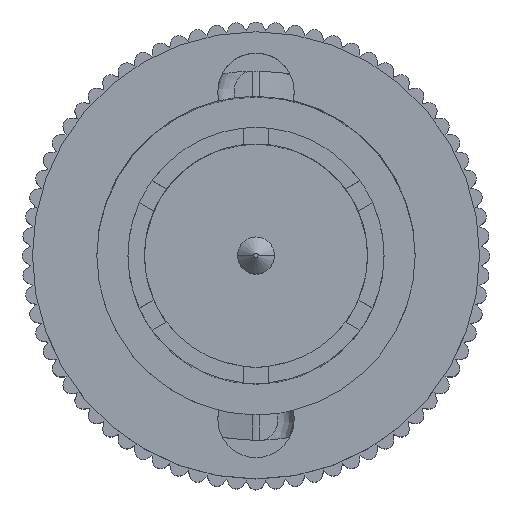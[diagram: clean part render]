
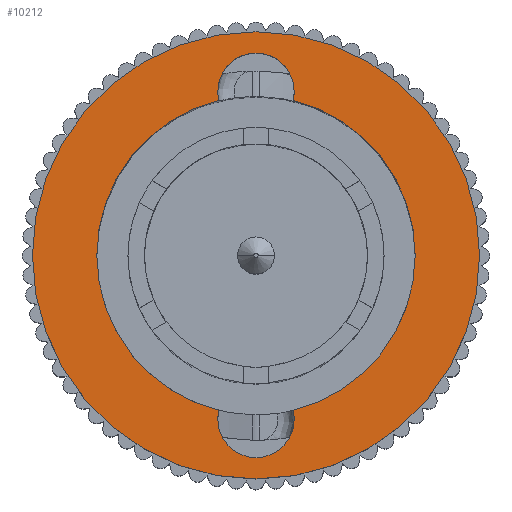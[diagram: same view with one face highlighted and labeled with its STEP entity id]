
A CAD part, top view. The second image highlights one B-rep face of the part: STEP entity #10212.
In plain terms, the highlighted planar face has unit normal (0, 0, 1).
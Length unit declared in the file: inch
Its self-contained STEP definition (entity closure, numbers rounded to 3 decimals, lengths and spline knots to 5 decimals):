
#956 = CARTESIAN_POINT ( 'NONE',  ( -0.194, 0., 0. ) ) ;
#961 = CARTESIAN_POINT ( 'NONE',  ( 0.194, 0., 0. ) ) ;
#962 = DIRECTION ( 'NONE',  ( 1., 0., 0. ) ) ;
#963 = DIRECTION ( 'NONE',  ( 0., 0., 1. ) ) ;
#964 = CARTESIAN_POINT ( 'NONE',  ( 0., 0., 0. ) ) ;
#965 = AXIS2_PLACEMENT_3D ( 'NONE', #964, #963, #962 ) ;
#966 = CIRCLE ( 'NONE', #965, 0.194 ) ;
#967 = CARTESIAN_POINT ( 'NONE',  ( 0.0451, -0.18868, 0. ) ) ;
#1081 = CARTESIAN_POINT ( 'NONE',  ( -0.0451, -0.18868, 0. ) ) ;
#1082 = DIRECTION ( 'NONE',  ( 1., 0., 0. ) ) ;
#1083 = DIRECTION ( 'NONE',  ( 0., 0., 1. ) ) ;
#1084 = CARTESIAN_POINT ( 'NONE',  ( 0., 0., 0. ) ) ;
#1085 = AXIS2_PLACEMENT_3D ( 'NONE', #1084, #1083, #1082 ) ;
#1086 = CIRCLE ( 'NONE', #1085, 0.194 ) ;
#1125 = CARTESIAN_POINT ( 'NONE',  ( -0.0451, 0.18868, 0. ) ) ;
#1126 = DIRECTION ( 'NONE',  ( -1., 0., 0. ) ) ;
#1127 = DIRECTION ( 'NONE',  ( 0., 0., 1. ) ) ;
#1128 = CARTESIAN_POINT ( 'NONE',  ( 0., 0.2, 0. ) ) ;
#1129 = AXIS2_PLACEMENT_3D ( 'NONE', #1128, #1127, #1126 ) ;
#1130 = CIRCLE ( 'NONE', #1129, 0.0465 ) ;
#1131 = CARTESIAN_POINT ( 'NONE',  ( -0.0465, 0.2, 0. ) ) ;
#1434 = DIRECTION ( 'NONE',  ( 1., 0., 0. ) ) ;
#1435 = DIRECTION ( 'NONE',  ( 0., 0., 1. ) ) ;
#1436 = CARTESIAN_POINT ( 'NONE',  ( 0., -0.2, 0. ) ) ;
#1437 = AXIS2_PLACEMENT_3D ( 'NONE', #1436, #1435, #1434 ) ;
#1438 = CIRCLE ( 'NONE', #1437, 0.0465 ) ;
#1555 = DIRECTION ( 'NONE',  ( -1., 0., 0. ) ) ;
#1556 = DIRECTION ( 'NONE',  ( 0., 0., 1. ) ) ;
#1557 = CARTESIAN_POINT ( 'NONE',  ( 0., 0.2, 0. ) ) ;
#1558 = AXIS2_PLACEMENT_3D ( 'NONE', #1557, #1556, #1555 ) ;
#1559 = CIRCLE ( 'NONE', #1558, 0.0465 ) ;
#1561 = CARTESIAN_POINT ( 'NONE',  ( 0.0465, 0.2, 0. ) ) ;
#1784 = CARTESIAN_POINT ( 'NONE',  ( 0.0451, 0.18868, 0. ) ) ;
#1785 = DIRECTION ( 'NONE',  ( 1., 0., 0. ) ) ;
#1786 = DIRECTION ( 'NONE',  ( 0., 0., 1. ) ) ;
#1787 = CARTESIAN_POINT ( 'NONE',  ( 0., 0., 0. ) ) ;
#1788 = AXIS2_PLACEMENT_3D ( 'NONE', #1787, #1786, #1785 ) ;
#1789 = CIRCLE ( 'NONE', #1788, 0.194 ) ;
#1834 = AXIS2_PLACEMENT_3D ( 'NONE', #1994, #1993, #1992 ) ;
#1835 = CIRCLE ( 'NONE', #1834, 0.0465 ) ;
#1836 = CARTESIAN_POINT ( 'NONE',  ( -0.0465, -0.2, 0. ) ) ;
#1991 = CARTESIAN_POINT ( 'NONE',  ( 0.0465, -0.2, 0. ) ) ;
#1992 = DIRECTION ( 'NONE',  ( 1., 0., 0. ) ) ;
#1993 = DIRECTION ( 'NONE',  ( 0., 0., 1. ) ) ;
#1994 = CARTESIAN_POINT ( 'NONE',  ( 0., -0.2, 0. ) ) ;
#2572 = DIRECTION ( 'NONE',  ( 1., 0., 0. ) ) ;
#2573 = DIRECTION ( 'NONE',  ( 0., 0., 1. ) ) ;
#2574 = AXIS2_PLACEMENT_3D ( 'NONE', #2584, #2573, #2572 ) ;
#2575 = CIRCLE ( 'NONE', #2574, 0.2725 ) ;
#2584 = CARTESIAN_POINT ( 'NONE',  ( 0., 0., 0. ) ) ;
#2865 = CARTESIAN_POINT ( 'NONE',  ( 0.2725, 0., 0. ) ) ;
#2870 = CARTESIAN_POINT ( 'NONE',  ( -0.2725, 0., 0. ) ) ;
#3488 = PLANE ( 'NONE',  #3681 ) ;
#3489 = FACE_OUTER_BOUND ( 'NONE', #10242, .T. ) ;
#3490 = FACE_BOUND ( 'NONE', #10213, .T. ) ;
#3583 = DIRECTION ( 'NONE',  ( -1., 0., 0. ) ) ;
#3584 = DIRECTION ( 'NONE',  ( 0., 0., 1. ) ) ;
#3585 = CARTESIAN_POINT ( 'NONE',  ( 0., 0.2, 0. ) ) ;
#3586 = AXIS2_PLACEMENT_3D ( 'NONE', #3585, #3584, #3583 ) ;
#3659 = DIRECTION ( 'NONE',  ( 1., 0., 0. ) ) ;
#3660 = DIRECTION ( 'NONE',  ( 0., 0., 1. ) ) ;
#3661 = CARTESIAN_POINT ( 'NONE',  ( 0., 0., 0. ) ) ;
#3662 = AXIS2_PLACEMENT_3D ( 'NONE', #3661, #3660, #3659 ) ;
#3663 = CIRCLE ( 'NONE', #3662, 0.2725 ) ;
#3664 = DIRECTION ( 'NONE',  ( 1., 0., 0. ) ) ;
#3665 = DIRECTION ( 'NONE',  ( 0., 0., 1. ) ) ;
#3666 = CARTESIAN_POINT ( 'NONE',  ( 0., -0.2, 0. ) ) ;
#3667 = AXIS2_PLACEMENT_3D ( 'NONE', #3666, #3665, #3664 ) ;
#3668 = CIRCLE ( 'NONE', #3667, 0.0465 ) ;
#3672 = CIRCLE ( 'NONE', #3586, 0.0465 ) ;
#3673 = DIRECTION ( 'NONE',  ( 1., 0., 0. ) ) ;
#3674 = DIRECTION ( 'NONE',  ( 0., 0., 1. ) ) ;
#3675 = CARTESIAN_POINT ( 'NONE',  ( 0., 0., 0. ) ) ;
#3676 = AXIS2_PLACEMENT_3D ( 'NONE', #3675, #3674, #3673 ) ;
#3677 = CIRCLE ( 'NONE', #3676, 0.194 ) ;
#3678 = DIRECTION ( 'NONE',  ( 1., 0., 0. ) ) ;
#3679 = DIRECTION ( 'NONE',  ( 0., 0., 1. ) ) ;
#3680 = CARTESIAN_POINT ( 'NONE',  ( 0.2725, 0., 0. ) ) ;
#3681 = AXIS2_PLACEMENT_3D ( 'NONE', #3680, #3679, #3678 ) ;
#8934 = VERTEX_POINT ( 'NONE', #967 ) ;
#8936 = EDGE_CURVE ( 'NONE', #8934, #8937, #966, .T. ) ;
#8937 = VERTEX_POINT ( 'NONE', #961 ) ;
#8940 = VERTEX_POINT ( 'NONE', #956 ) ;
#8942 = EDGE_CURVE ( 'NONE', #8940, #8943, #1086, .T. ) ;
#8943 = VERTEX_POINT ( 'NONE', #1081 ) ;
#8956 = VERTEX_POINT ( 'NONE', #1131 ) ;
#8958 = EDGE_CURVE ( 'NONE', #8956, #8959, #1130, .T. ) ;
#8959 = VERTEX_POINT ( 'NONE', #1125 ) ;
#9109 = VERTEX_POINT ( 'NONE', #1561 ) ;
#9111 = EDGE_CURVE ( 'NONE', #9109, #8956, #1559, .T. ) ;
#9154 = EDGE_CURVE ( 'NONE', #9338, #8934, #1438, .T. ) ;
#9224 = EDGE_CURVE ( 'NONE', #8937, #9225, #1789, .T. ) ;
#9225 = VERTEX_POINT ( 'NONE', #1784 ) ;
#9335 = VERTEX_POINT ( 'NONE', #1836 ) ;
#9337 = EDGE_CURVE ( 'NONE', #9335, #9338, #1835, .T. ) ;
#9338 = VERTEX_POINT ( 'NONE', #1991 ) ;
#9686 = EDGE_CURVE ( 'NONE', #9816, #9811, #2575, .T. ) ;
#9811 = VERTEX_POINT ( 'NONE', #2870 ) ;
#9816 = VERTEX_POINT ( 'NONE', #2865 ) ;
#10212 = ADVANCED_FACE ( 'NONE', ( #3490, #3489 ), #3488, .T. ) ;
#10213 = EDGE_LOOP ( 'NONE', ( #10214, #10216, #10217, #10218, #10220, #10221, #10222, #10223, #10239, #10241 ) ) ;
#10214 = ORIENTED_EDGE ( 'NONE', *, *, #10215, .F. ) ;
#10215 = EDGE_CURVE ( 'NONE', #8959, #8940, #3677, .T. ) ;
#10216 = ORIENTED_EDGE ( 'NONE', *, *, #8958, .F. ) ;
#10217 = ORIENTED_EDGE ( 'NONE', *, *, #9111, .F. ) ;
#10218 = ORIENTED_EDGE ( 'NONE', *, *, #10219, .F. ) ;
#10219 = EDGE_CURVE ( 'NONE', #9225, #9109, #3672, .T. ) ;
#10220 = ORIENTED_EDGE ( 'NONE', *, *, #9224, .F. ) ;
#10221 = ORIENTED_EDGE ( 'NONE', *, *, #8936, .F. ) ;
#10222 = ORIENTED_EDGE ( 'NONE', *, *, #9154, .F. ) ;
#10223 = ORIENTED_EDGE ( 'NONE', *, *, #9337, .F. ) ;
#10239 = ORIENTED_EDGE ( 'NONE', *, *, #10240, .F. ) ;
#10240 = EDGE_CURVE ( 'NONE', #8943, #9335, #3668, .T. ) ;
#10241 = ORIENTED_EDGE ( 'NONE', *, *, #8942, .F. ) ;
#10242 = EDGE_LOOP ( 'NONE', ( #10243, #10244 ) ) ;
#10243 = ORIENTED_EDGE ( 'NONE', *, *, #9686, .T. ) ;
#10244 = ORIENTED_EDGE ( 'NONE', *, *, #10245, .T. ) ;
#10245 = EDGE_CURVE ( 'NONE', #9811, #9816, #3663, .T. ) ;
